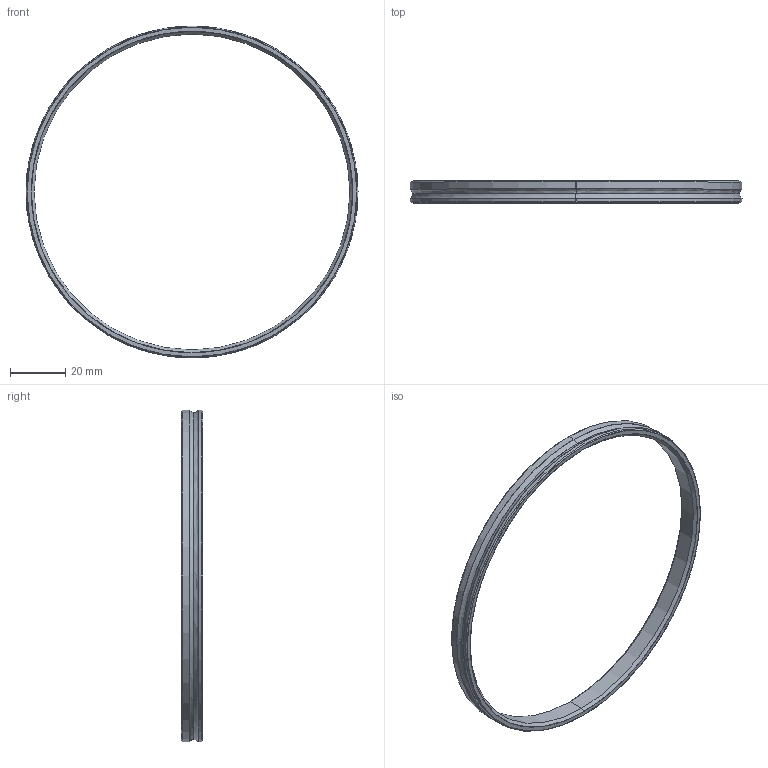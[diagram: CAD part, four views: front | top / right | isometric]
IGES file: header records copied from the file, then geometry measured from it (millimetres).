
Start section: SolidWorks IGES file using analytic representation for surfaces
Global section: file name: SW3dPS-JB - Four-Point Contact_JB INNER CATALOG.IGS; native system: SolidWorks 2006 by SolidWorks Corporation; preprocessor: SolidWorks 2006 by SolidWorks Corporation; author: leinad; date: 080605.115500; units: inch
Bounding box: 120.17 x 7.94 x 120.17 mm (x, y, z)
Surface area: 7637 mm2 (no closed solid volume)
Topology: 0 solids, 0 shells, 20 faces, 368 edges, 408 vertices
Faces by surface type: revolution 14, bspline 6
